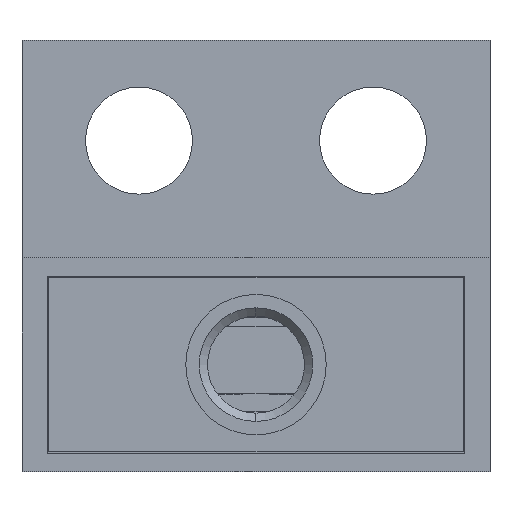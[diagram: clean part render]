
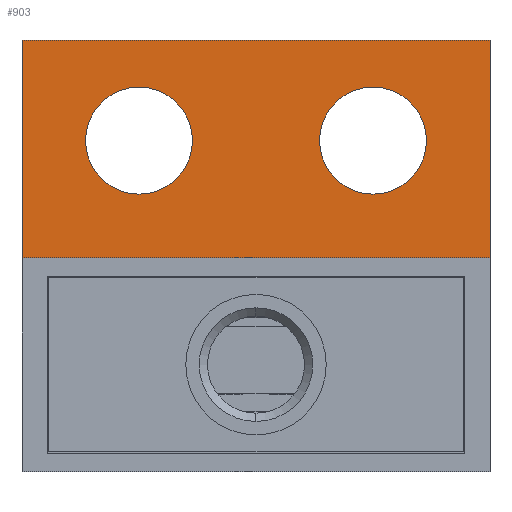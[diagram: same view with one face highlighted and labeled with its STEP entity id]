
A CAD part, front view. The second image highlights one B-rep face of the part: STEP entity #903.
In plain terms, the highlighted planar face has unit normal (0, -1, 0).
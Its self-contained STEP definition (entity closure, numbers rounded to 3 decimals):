
#173 = LINE ( 'NONE', #4627, #6577 ) ;
#289 = CARTESIAN_POINT ( 'NONE',  ( -6.7, -14.8, -0.5 ) ) ;
#530 = FACE_BOUND ( 'NONE', #6413, .T. ) ;
#543 = CIRCLE ( 'NONE', #3372, 1.6 ) ;
#663 = VECTOR ( 'NONE', #5138, 1000. ) ;
#903 = ADVANCED_FACE ( 'NONE', ( #530, #2100, #5799 ), #6299, .F. ) ;
#976 = DIRECTION ( 'NONE',  ( 1., 0., 0. ) ) ;
#1018 = EDGE_CURVE ( 'NONE', #3173, #5716, #4615, .T. ) ;
#1122 = VERTEX_POINT ( 'NONE', #3678 ) ;
#1202 = DIRECTION ( 'NONE',  ( 0., 0., 1. ) ) ;
#1277 = CARTESIAN_POINT ( 'NONE',  ( -9.7, -14.8, 10. ) ) ;
#1423 = DIRECTION ( 'NONE',  ( 0., 0., -1. ) ) ;
#1513 = EDGE_LOOP ( 'NONE', ( #1643, #5649 ) ) ;
#1643 = ORIENTED_EDGE ( 'NONE', *, *, #6563, .F. ) ;
#1909 = AXIS2_PLACEMENT_3D ( 'NONE', #3431, #6094, #3944 ) ;
#1998 = VERTEX_POINT ( 'NONE', #6323 ) ;
#2100 = FACE_BOUND ( 'NONE', #1513, .T. ) ;
#2128 = DIRECTION ( 'NONE',  ( 0., -1., 0. ) ) ;
#2412 = EDGE_CURVE ( 'NONE', #5331, #3656, #4242, .T. ) ;
#2580 = DIRECTION ( 'NONE',  ( 0., 0., 1. ) ) ;
#2626 = DIRECTION ( 'NONE',  ( 0., 0., -1. ) ) ;
#2683 = ORIENTED_EDGE ( 'NONE', *, *, #1018, .F. ) ;
#2938 = ORIENTED_EDGE ( 'NONE', *, *, #5027, .F. ) ;
#3051 = DIRECTION ( 'NONE',  ( 0., 1., 0. ) ) ;
#3173 = VERTEX_POINT ( 'NONE', #6398 ) ;
#3177 = DIRECTION ( 'NONE',  ( 0., 0., -1. ) ) ;
#3182 = EDGE_CURVE ( 'NONE', #1998, #5256, #4360, .T. ) ;
#3372 = AXIS2_PLACEMENT_3D ( 'NONE', #289, #4549, #1423 ) ;
#3431 = CARTESIAN_POINT ( 'NONE',  ( -6.7, -14.8, 6.5 ) ) ;
#3506 = EDGE_LOOP ( 'NONE', ( #5425, #4330, #3879, #6759 ) ) ;
#3656 = VERTEX_POINT ( 'NONE', #1277 ) ;
#3678 = CARTESIAN_POINT ( 'NONE',  ( -3.2, -14.8, -4. ) ) ;
#3715 = VECTOR ( 'NONE', #976, 1000. ) ;
#3842 = CARTESIAN_POINT ( 'NONE',  ( -3.2, -14.8, -4. ) ) ;
#3879 = ORIENTED_EDGE ( 'NONE', *, *, #2412, .F. ) ;
#3944 = DIRECTION ( 'NONE',  ( 0., 0., -1. ) ) ;
#4227 = CARTESIAN_POINT ( 'NONE',  ( -3.2, -14.8, 10. ) ) ;
#4242 = LINE ( 'NONE', #5655, #663 ) ;
#4330 = ORIENTED_EDGE ( 'NONE', *, *, #5753, .F. ) ;
#4360 = CIRCLE ( 'NONE', #4951, 1.6 ) ;
#4549 = DIRECTION ( 'NONE',  ( 0., -1., 0. ) ) ;
#4610 = CARTESIAN_POINT ( 'NONE',  ( -6.7, -14.8, 4.9 ) ) ;
#4615 = CIRCLE ( 'NONE', #4748, 1.6 ) ;
#4627 = CARTESIAN_POINT ( 'NONE',  ( -9.7, -14.8, -4. ) ) ;
#4672 = DIRECTION ( 'NONE',  ( 1., 0., 0. ) ) ;
#4748 = AXIS2_PLACEMENT_3D ( 'NONE', #5325, #2128, #3177 ) ;
#4816 = CARTESIAN_POINT ( 'NONE',  ( -6.7, -14.8, -0.5 ) ) ;
#4951 = AXIS2_PLACEMENT_3D ( 'NONE', #4816, #5855, #2626 ) ;
#5027 = EDGE_CURVE ( 'NONE', #5716, #3173, #5264, .T. ) ;
#5138 = DIRECTION ( 'NONE',  ( 0., 0., 1. ) ) ;
#5225 = EDGE_CURVE ( 'NONE', #5331, #1122, #173, .T. ) ;
#5256 = VERTEX_POINT ( 'NONE', #6329 ) ;
#5264 = CIRCLE ( 'NONE', #1909, 1.6 ) ;
#5325 = CARTESIAN_POINT ( 'NONE',  ( -6.7, -14.8, 6.5 ) ) ;
#5331 = VERTEX_POINT ( 'NONE', #5880 ) ;
#5425 = ORIENTED_EDGE ( 'NONE', *, *, #5988, .T. ) ;
#5649 = ORIENTED_EDGE ( 'NONE', *, *, #3182, .F. ) ;
#5655 = CARTESIAN_POINT ( 'NONE',  ( -9.7, -14.8, -4. ) ) ;
#5716 = VERTEX_POINT ( 'NONE', #4610 ) ;
#5753 = EDGE_CURVE ( 'NONE', #3656, #6370, #6406, .T. ) ;
#5799 = FACE_OUTER_BOUND ( 'NONE', #3506, .T. ) ;
#5855 = DIRECTION ( 'NONE',  ( 0., -1., 0. ) ) ;
#5880 = CARTESIAN_POINT ( 'NONE',  ( -9.7, -14.8, -4. ) ) ;
#5927 = VECTOR ( 'NONE', #1202, 1000. ) ;
#5988 = EDGE_CURVE ( 'NONE', #1122, #6370, #6330, .T. ) ;
#6094 = DIRECTION ( 'NONE',  ( 0., -1., 0. ) ) ;
#6299 = PLANE ( 'NONE',  #6628 ) ;
#6323 = CARTESIAN_POINT ( 'NONE',  ( -6.7, -14.8, 1.1 ) ) ;
#6329 = CARTESIAN_POINT ( 'NONE',  ( -6.7, -14.8, -2.1 ) ) ;
#6330 = LINE ( 'NONE', #3842, #5927 ) ;
#6370 = VERTEX_POINT ( 'NONE', #4227 ) ;
#6398 = CARTESIAN_POINT ( 'NONE',  ( -6.7, -14.8, 8.1 ) ) ;
#6406 = LINE ( 'NONE', #6680, #3715 ) ;
#6413 = EDGE_LOOP ( 'NONE', ( #2938, #2683 ) ) ;
#6563 = EDGE_CURVE ( 'NONE', #5256, #1998, #543, .T. ) ;
#6577 = VECTOR ( 'NONE', #4672, 1000. ) ;
#6628 = AXIS2_PLACEMENT_3D ( 'NONE', #6839, #3051, #2580 ) ;
#6680 = CARTESIAN_POINT ( 'NONE',  ( -9.7, -14.8, 10. ) ) ;
#6759 = ORIENTED_EDGE ( 'NONE', *, *, #5225, .T. ) ;
#6839 = CARTESIAN_POINT ( 'NONE',  ( -9.7, -14.8, -4. ) ) ;
